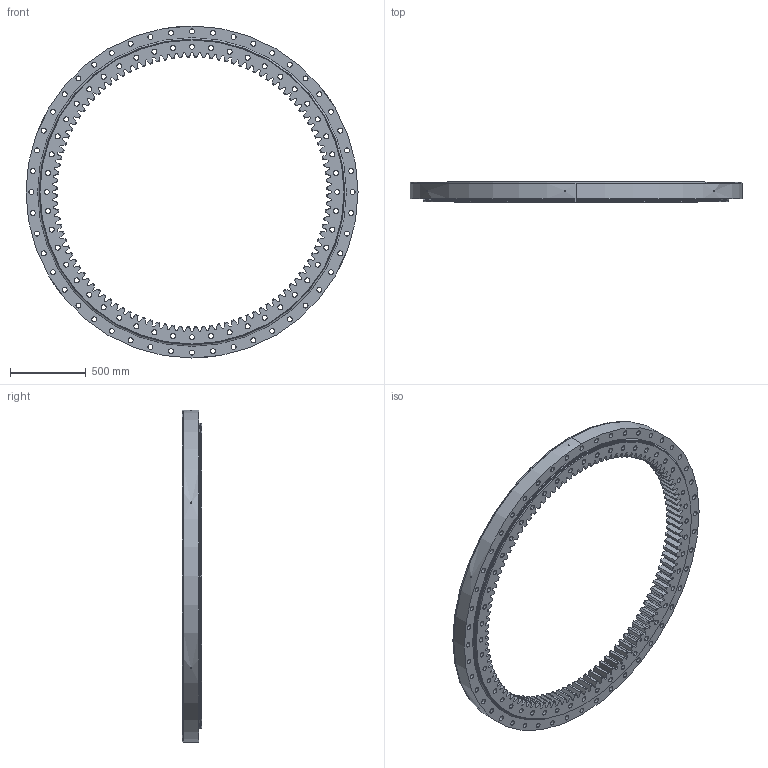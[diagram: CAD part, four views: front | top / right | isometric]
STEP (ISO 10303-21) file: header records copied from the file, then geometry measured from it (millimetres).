
FILE_DESCRIPTION (( 'STEP AP203' ), '1' );
FILE_NAME ('02-2022-00.STEP', '2017-12-26T13:55:13', ( 'defontaine' ), ( 'Hewlett-Packard Company' ), 'SwSTEP 2.0', 'SolidWorks 2016', '' );
FILE_SCHEMA (( 'CONFIG_CONTROL_DESIGN' ));
Length unit declared in the file: millimetre
Products named in the file (1): 02-2022-00
Bounding box: 2195 x 130 x 2195 mm (x, y, z)
Volume: 112995308 mm3; surface area: 7772019.7 mm2
Topology: 5 solids, 5 shells, 937 faces, 2764 edges, 1841 vertices
Faces by surface type: cylinder 447, plane 238, cone 232, torus 18, sphere 2
Entity records: 33442 total; most frequent: CARTESIAN_POINT 7783, ORIENTED_EDGE 5518, DIRECTION 5299, EDGE_CURVE 2759, AXIS2_PLACEMENT_3D 2086, VERTEX_POINT 1838, EDGE_LOOP 1155, CIRCLE 1148
